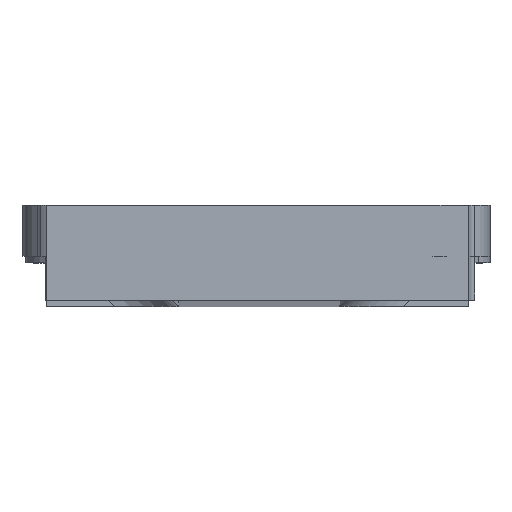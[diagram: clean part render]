
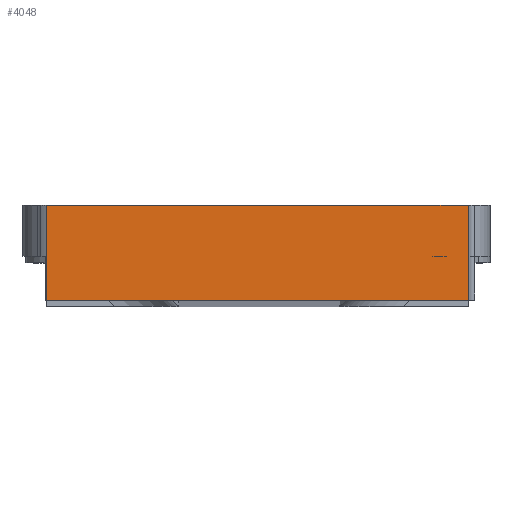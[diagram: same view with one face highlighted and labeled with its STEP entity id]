
A CAD part, top view. The second image highlights one B-rep face of the part: STEP entity #4048.
In plain terms, the highlighted planar face has unit normal (0.011, 0, 1).
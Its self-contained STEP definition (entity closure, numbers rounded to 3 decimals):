
#94=PLANE('',#4383);
#331=FACE_OUTER_BOUND('',#563,.T.);
#563=EDGE_LOOP('',(#3613,#3614,#3615,#3616));
#1069=LINE('',#14593,#1314);
#1156=LINE('',#14874,#1401);
#1165=LINE('',#14895,#1410);
#1172=LINE('',#14909,#1417);
#1314=VECTOR('',#4896,10.);
#1401=VECTOR('',#5203,10.);
#1410=VECTOR('',#5230,10.);
#1417=VECTOR('',#5243,10.);
#1741=VERTEX_POINT('',#14590);
#1742=VERTEX_POINT('',#14592);
#1825=VERTEX_POINT('',#14871);
#1829=VERTEX_POINT('',#14893);
#2284=EDGE_CURVE('',#1742,#1741,#1069,.T.);
#2424=EDGE_CURVE('',#1741,#1825,#1156,.T.);
#2435=EDGE_CURVE('',#1829,#1825,#1165,.T.);
#2444=EDGE_CURVE('',#1829,#1742,#1172,.T.);
#3613=ORIENTED_EDGE('',*,*,#2444,.T.);
#3614=ORIENTED_EDGE('',*,*,#2284,.T.);
#3615=ORIENTED_EDGE('',*,*,#2424,.T.);
#3616=ORIENTED_EDGE('',*,*,#2435,.F.);
#4048=ADVANCED_FACE('',(#331),#94,.T.);
#4383=AXIS2_PLACEMENT_3D('',#14912,#5248,#5249);
#4896=DIRECTION('',(1.,0.,-0.011));
#5203=DIRECTION('',(0.,1.,0.));
#5230=DIRECTION('',(1.,0.,-0.011));
#5243=DIRECTION('',(0.,-1.,0.));
#5248=DIRECTION('center_axis',(0.011,0.,
1.));
#5249=DIRECTION('ref_axis',(-1.,0.,0.011));
#14590=CARTESIAN_POINT('',(142.,290.9,119.034));
#14592=CARTESIAN_POINT('',(113.147,290.9,119.357));
#14593=CARTESIAN_POINT('',(137.03,290.9,119.089));
#14871=CARTESIAN_POINT('',(142.,297.4,119.034));
#14874=CARTESIAN_POINT('',(142.,297.4,119.034));
#14893=CARTESIAN_POINT('',(113.147,297.4,119.357));
#14895=CARTESIAN_POINT('',(142.495,297.4,119.028));
#14909=CARTESIAN_POINT('',(113.147,310.925,119.357));
#14912=CARTESIAN_POINT('Origin',(145.,297.4,119.));
